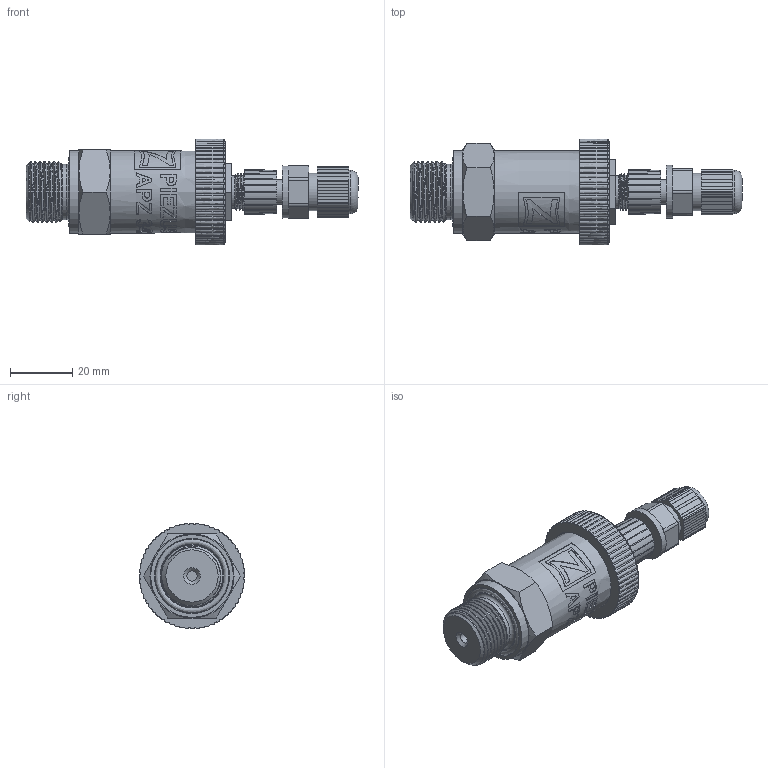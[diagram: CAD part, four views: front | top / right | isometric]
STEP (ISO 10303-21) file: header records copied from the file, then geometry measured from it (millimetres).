
FILE_DESCRIPTION(/* description */ (''),/* implementation_level */ '2;1');
FILE_NAME(/* name */ 'APZ3420_M20x1,5DIN_M12x1-straight.step',/* time_stamp */ '2021-06-08T17:13:47+03:00',/* author */ (''),/* organization */ (''),/* preprocessor_version */ 'ST-DEVELOPER v18.1',/* originating_system */ 'Autodesk Translation Framework v10.9.0.1377',/* authorisation */ '');
FILE_SCHEMA (('AUTOMOTIVE_DESIGN { 1 0 10303 214 3 1 1 }'));
Products named in the file (6): (Unsaved); M20x1,5 DIN; OMAL nut M27x1.5 v8; M12x1 male v16; Ш100.000.002 v4; M12x1 female straight v9
Assembly tree (5 placements, depth 2):
  (Unsaved)
    M20x1,5 DIN
    OMAL nut M27x1.5 v8
    M12x1 male v16
    Ш100.000.002 v4
    M12x1 female straight v9
Bounding box: 106.55 x 34 x 34 mm (x, y, z)
Volume: 41815.7 mm3; surface area: 18069.2 mm2
Topology: 17 solids, 17 shells, 920 faces, 2539 edges, 1694 vertices
Faces by surface type: bspline 464, plane 262, cylinder 113, cone 71, torus 10
Full cylindrical faces by diameter (mm): 1 x12, 1.5 x4, 3.3 x1, 7.3 x1, 8 x3, 8.2 x1, 10.293 x1, 10.6 x2, 10.741 x6, 11.884 x5, 12 x1, 14 x2, 14.137 x4, 14.526 x1, 15.85 x3, 17 x1, 17.8 x1, 18.137 x6, 19.85 x5, 20.5 x2, 21.4 x2, 22.4 x1, 23.7 x2, 24.5 x1, 25.132 x1, 25.526 x4, 27.208 x5
Entity records: 64047 total; most frequent: CARTESIAN_POINT 43257, ORIENTED_EDGE 5078, DIRECTION 2897, EDGE_CURVE 2539, VERTEX_POINT 1694, LINE 1185, VECTOR 1185, EDGE_LOOP 978
